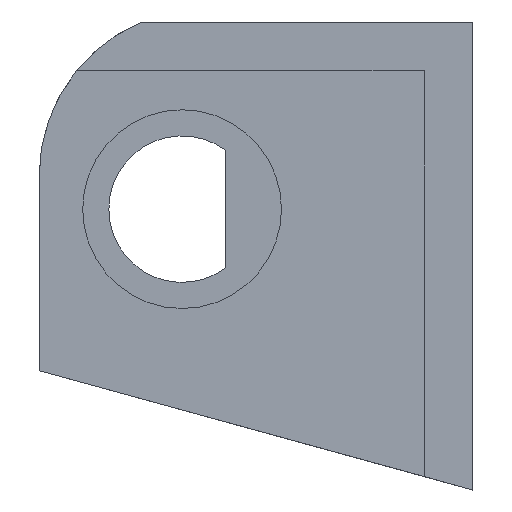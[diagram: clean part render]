
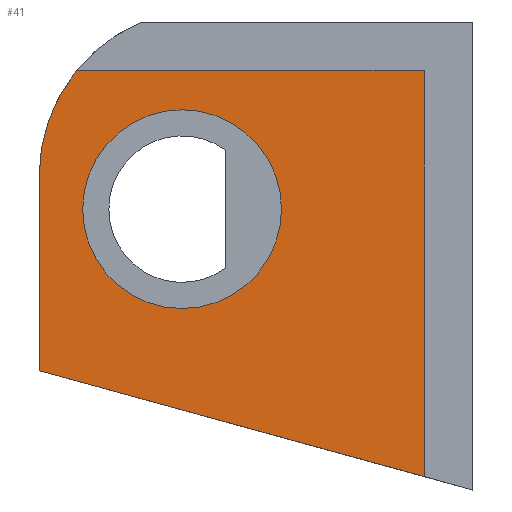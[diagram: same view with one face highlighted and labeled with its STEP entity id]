
A CAD part, left-side view. The second image highlights one B-rep face of the part: STEP entity #41.
In plain terms, the highlighted planar face has unit normal (-1, 0, 0).
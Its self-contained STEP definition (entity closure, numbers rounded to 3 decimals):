
#2 = DIRECTION ( 'NONE',  ( 0., 0., -1. ) ) ;
#12 = LINE ( 'NONE', #338, #382 ) ;
#40 = VECTOR ( 'NONE', #334, 1000. ) ;
#41 = ADVANCED_FACE ( 'NONE', ( #397, #359 ), #261, .F. ) ;
#55 = CARTESIAN_POINT ( 'NONE',  ( 2.5, 15.6, -7.935 ) ) ;
#64 = CARTESIAN_POINT ( 'NONE',  ( 2.5, 4.56, 4.201 ) ) ;
#65 = CIRCLE ( 'NONE', #449, 2.85 ) ;
#84 = LINE ( 'NONE', #290, #143 ) ;
#91 = EDGE_CURVE ( 'NONE', #356, #545, #12, .T. ) ;
#106 = DIRECTION ( 'NONE',  ( -1., 0., 0. ) ) ;
#117 = CARTESIAN_POINT ( 'NONE',  ( 2.5, 8.65, 0.235 ) ) ;
#123 = LINE ( 'NONE', #333, #40 ) ;
#128 = EDGE_LOOP ( 'NONE', ( #312, #505 ) ) ;
#143 = VECTOR ( 'NONE', #329, 1000. ) ;
#148 = CARTESIAN_POINT ( 'NONE',  ( 2.5, 11.5, 0.235 ) ) ;
#154 = ORIENTED_EDGE ( 'NONE', *, *, #91, .F. ) ;
#175 = LINE ( 'NONE', #55, #489 ) ;
#202 = DIRECTION ( 'NONE',  ( 0., 0., -1. ) ) ;
#223 = CIRCLE ( 'NONE', #349, 2.85 ) ;
#229 = DIRECTION ( 'NONE',  ( 0., 0., -1. ) ) ;
#244 = AXIS2_PLACEMENT_3D ( 'NONE', #377, #351, #229 ) ;
#251 = EDGE_CURVE ( 'NONE', #536, #454, #223, .T. ) ;
#261 = PLANE ( 'NONE',  #244 ) ;
#288 = EDGE_CURVE ( 'NONE', #362, #530, #84, .T. ) ;
#290 = CARTESIAN_POINT ( 'NONE',  ( 2.5, 0.169, -8.641 ) ) ;
#293 = CARTESIAN_POINT ( 'NONE',  ( 2.5, 11.5, 0.235 ) ) ;
#297 = DIRECTION ( 'NONE',  ( -1., 0., 0. ) ) ;
#298 = CARTESIAN_POINT ( 'NONE',  ( 2.5, 14.35, 0.235 ) ) ;
#303 = ORIENTED_EDGE ( 'NONE', *, *, #288, .F. ) ;
#312 = ORIENTED_EDGE ( 'NONE', *, *, #405, .F. ) ;
#313 = DIRECTION ( 'NONE',  ( 0., -1., 0. ) ) ;
#329 = DIRECTION ( 'NONE',  ( 0., 0.964, 0.265 ) ) ;
#333 = CARTESIAN_POINT ( 'NONE',  ( 2.5, 4.56, -7.935 ) ) ;
#334 = DIRECTION ( 'NONE',  ( 0., 0., -1. ) ) ;
#335 = ORIENTED_EDGE ( 'NONE', *, *, #410, .T. ) ;
#338 = CARTESIAN_POINT ( 'NONE',  ( 2.5, -0.025, 4.201 ) ) ;
#340 = EDGE_CURVE ( 'NONE', #545, #362, #123, .T. ) ;
#349 = AXIS2_PLACEMENT_3D ( 'NONE', #148, #106, #2 ) ;
#351 = DIRECTION ( 'NONE',  ( 1., 0., 0. ) ) ;
#352 = EDGE_LOOP ( 'NONE', ( #154, #496, #335, #303, #357 ) ) ;
#353 = VERTEX_POINT ( 'NONE', #374 ) ;
#356 = VERTEX_POINT ( 'NONE', #558 ) ;
#357 = ORIENTED_EDGE ( 'NONE', *, *, #340, .F. ) ;
#358 = CIRCLE ( 'NONE', #423, 4.802 ) ;
#359 = FACE_OUTER_BOUND ( 'NONE', #352, .T. ) ;
#362 = VERTEX_POINT ( 'NONE', #473 ) ;
#370 = DIRECTION ( 'NONE',  ( 0., 0., -1. ) ) ;
#374 = CARTESIAN_POINT ( 'NONE',  ( 2.5, 15.6, 1.177 ) ) ;
#375 = EDGE_CURVE ( 'NONE', #353, #356, #358, .T. ) ;
#377 = CARTESIAN_POINT ( 'NONE',  ( 2.5, -0.025, -7.935 ) ) ;
#382 = VECTOR ( 'NONE', #313, 1000. ) ;
#397 = FACE_BOUND ( 'NONE', #128, .T. ) ;
#405 = EDGE_CURVE ( 'NONE', #454, #536, #65, .T. ) ;
#407 = CARTESIAN_POINT ( 'NONE',  ( 2.5, 10.798, 1.177 ) ) ;
#410 = EDGE_CURVE ( 'NONE', #353, #530, #175, .T. ) ;
#423 = AXIS2_PLACEMENT_3D ( 'NONE', #407, #510, #370 ) ;
#436 = DIRECTION ( 'NONE',  ( 0., 0., -1. ) ) ;
#449 = AXIS2_PLACEMENT_3D ( 'NONE', #293, #297, #202 ) ;
#454 = VERTEX_POINT ( 'NONE', #117 ) ;
#473 = CARTESIAN_POINT ( 'NONE',  ( 2.5, 4.56, -7.434 ) ) ;
#489 = VECTOR ( 'NONE', #436, 1000. ) ;
#496 = ORIENTED_EDGE ( 'NONE', *, *, #375, .F. ) ;
#505 = ORIENTED_EDGE ( 'NONE', *, *, #251, .F. ) ;
#509 = CARTESIAN_POINT ( 'NONE',  ( 2.5, 15.6, -4.399 ) ) ;
#510 = DIRECTION ( 'NONE',  ( 1., 0., 0. ) ) ;
#530 = VERTEX_POINT ( 'NONE', #509 ) ;
#536 = VERTEX_POINT ( 'NONE', #298 ) ;
#545 = VERTEX_POINT ( 'NONE', #64 ) ;
#558 = CARTESIAN_POINT ( 'NONE',  ( 2.5, 14.528, 4.201 ) ) ;
